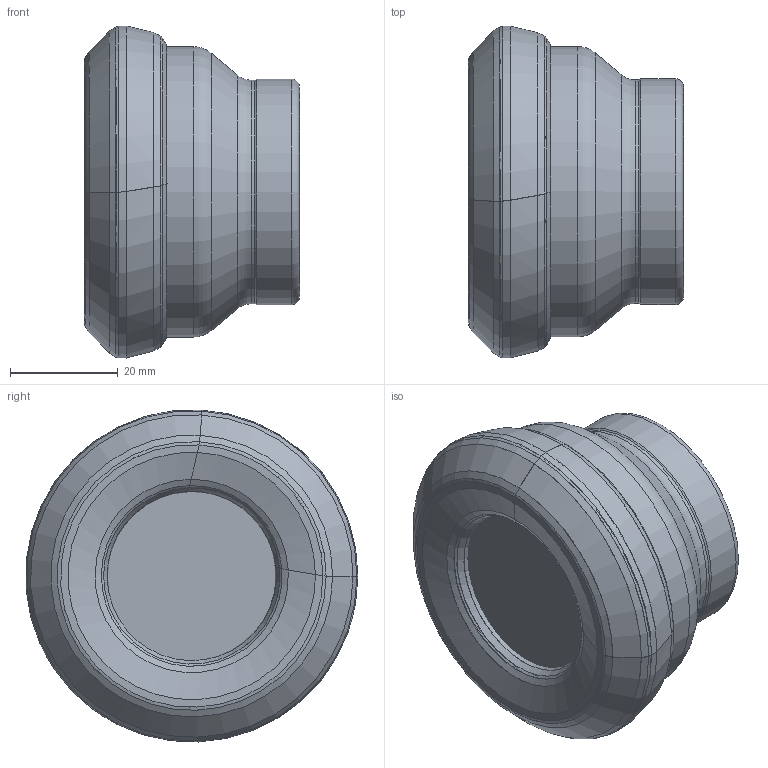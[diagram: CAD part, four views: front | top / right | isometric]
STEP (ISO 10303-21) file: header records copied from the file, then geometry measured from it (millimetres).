
FILE_DESCRIPTION(/* description */ (''),/* implementation_level */ '2;1');
FILE_NAME(/* name */ 'model1.stp',/* time_stamp */ '2023-10-23T13:41:47+03:00',/* author */ (''),/* organization */ (''),/* preprocessor_version */ 'ST-DEVELOPER v19.4',/* originating_system */ 'SIEMENS PLM Software NX2306.3001',/* authorisation */ '');
FILE_SCHEMA (('AUTOMOTIVE_DESIGN { 1 0 10303 214 3 1 1 1 }'));
Length unit declared in the file: millimetre
Products named in the file (1): model1_objects
Bounding box: 40 x 61.73 x 61.76 mm (x, y, z)
Volume: 72765.7 mm3; surface area: 24283.2 mm2
Topology: 2 solids, 3 shells, 125 faces, 247 edges, 124 vertices
Faces by surface type: bspline 100, plane 10, torus 7, revolution 3, cylinder 3, cone 2
Full cylindrical faces by diameter (mm): 41.6 x1, 42 x1, 54 x1
Entity records: 4131 total; most frequent: CARTESIAN_POINT 1792, ORIENTED_EDGE 464, DIRECTION 429, EDGE_CURVE 232, AXIS2_PLACEMENT_3D 171, CIRCLE 148, EDGE_LOOP 140, ADVANCED_FACE 125
